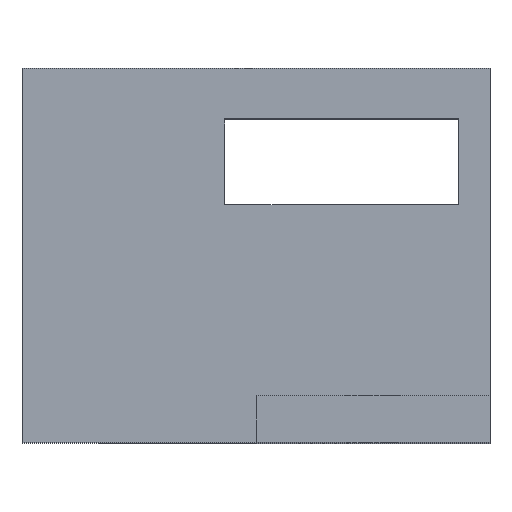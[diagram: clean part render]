
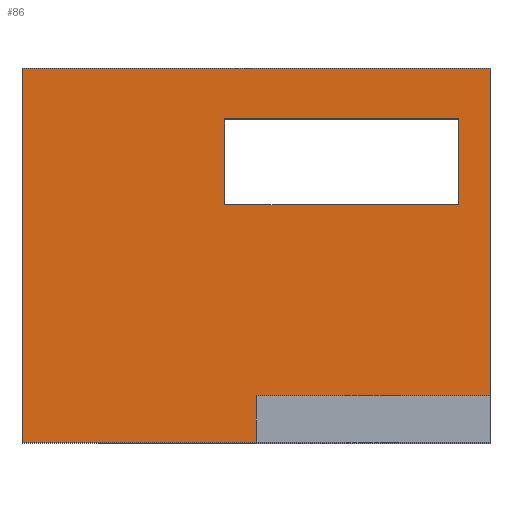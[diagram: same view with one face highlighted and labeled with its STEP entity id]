
A CAD part, top view. The second image highlights one B-rep face of the part: STEP entity #86.
In plain terms, the highlighted planar face has unit normal (0, 0, 1).
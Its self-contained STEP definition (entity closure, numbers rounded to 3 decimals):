
#2 = EDGE_LOOP ( 'NONE', ( #588, #181, #187, #573 ) ) ;
#9 = CARTESIAN_POINT ( 'NONE',  ( 13., 8.75, 30. ) ) ;
#14 = ORIENTED_EDGE ( 'NONE', *, *, #827, .T. ) ;
#67 = DIRECTION ( 'NONE',  ( -1., 0., 0. ) ) ;
#70 = CARTESIAN_POINT ( 'NONE',  ( 0., -12., 30. ) ) ;
#72 = PLANE ( 'NONE',  #524 ) ;
#86 = ADVANCED_FACE ( 'NONE', ( #205, #224 ), #72, .F. ) ;
#99 = VERTEX_POINT ( 'NONE', #131 ) ;
#105 = ORIENTED_EDGE ( 'NONE', *, *, #406, .T. ) ;
#118 = CARTESIAN_POINT ( 'NONE',  ( 15., 12., 30. ) ) ;
#130 = VECTOR ( 'NONE', #609, 1000. ) ;
#131 = CARTESIAN_POINT ( 'NONE',  ( -15., -12., 30. ) ) ;
#133 = ORIENTED_EDGE ( 'NONE', *, *, #352, .T. ) ;
#153 = DIRECTION ( 'NONE',  ( 0., -1., 0. ) ) ;
#179 = CARTESIAN_POINT ( 'NONE',  ( 0., -12., 30. ) ) ;
#181 = ORIENTED_EDGE ( 'NONE', *, *, #216, .F. ) ;
#187 = ORIENTED_EDGE ( 'NONE', *, *, #925, .F. ) ;
#191 = VECTOR ( 'NONE', #902, 1000. ) ;
#205 = FACE_BOUND ( 'NONE', #2, .T. ) ;
#213 = VERTEX_POINT ( 'NONE', #577 ) ;
#216 = EDGE_CURVE ( 'NONE', #1000, #655, #413, .T. ) ;
#224 = FACE_OUTER_BOUND ( 'NONE', #977, .T. ) ;
#239 = LINE ( 'NONE', #717, #900 ) ;
#281 = CARTESIAN_POINT ( 'NONE',  ( 15., -9., 30. ) ) ;
#287 = DIRECTION ( 'NONE',  ( 0., -1., 0. ) ) ;
#303 = VECTOR ( 'NONE', #614, 1000. ) ;
#320 = LINE ( 'NONE', #628, #737 ) ;
#331 = CARTESIAN_POINT ( 'NONE',  ( -15., 12., 30. ) ) ;
#352 = EDGE_CURVE ( 'NONE', #511, #735, #320, .T. ) ;
#384 = LINE ( 'NONE', #711, #665 ) ;
#395 = DIRECTION ( 'NONE',  ( 0., -1., 0. ) ) ;
#401 = CARTESIAN_POINT ( 'NONE',  ( -2., 3.25, 30. ) ) ;
#406 = EDGE_CURVE ( 'NONE', #784, #511, #1027, .T. ) ;
#413 = LINE ( 'NONE', #9, #191 ) ;
#426 = EDGE_CURVE ( 'NONE', #784, #213, #690, .T. ) ;
#431 = EDGE_CURVE ( 'NONE', #953, #920, #444, .T. ) ;
#444 = LINE ( 'NONE', #951, #868 ) ;
#452 = ORIENTED_EDGE ( 'NONE', *, *, #1058, .F. ) ;
#509 = EDGE_CURVE ( 'NONE', #99, #663, #603, .T. ) ;
#511 = VERTEX_POINT ( 'NONE', #118 ) ;
#521 = CARTESIAN_POINT ( 'NONE',  ( 15., -12., 30. ) ) ;
#524 = AXIS2_PLACEMENT_3D ( 'NONE', #626, #795, #67 ) ;
#544 = CARTESIAN_POINT ( 'NONE',  ( -15., -12., 30. ) ) ;
#557 = DIRECTION ( 'NONE',  ( 0., 1., 0. ) ) ;
#567 = DIRECTION ( 'NONE',  ( -1., 0., 0. ) ) ;
#573 = ORIENTED_EDGE ( 'NONE', *, *, #431, .F. ) ;
#577 = CARTESIAN_POINT ( 'NONE',  ( 0., -9., 30. ) ) ;
#579 = ORIENTED_EDGE ( 'NONE', *, *, #509, .T. ) ;
#588 = ORIENTED_EDGE ( 'NONE', *, *, #928, .F. ) ;
#603 = LINE ( 'NONE', #936, #631 ) ;
#609 = DIRECTION ( 'NONE',  ( 0., 1., 0. ) ) ;
#614 = DIRECTION ( 'NONE',  ( -1., 0., 0. ) ) ;
#626 = CARTESIAN_POINT ( 'NONE',  ( 0., 0., 30. ) ) ;
#628 = CARTESIAN_POINT ( 'NONE',  ( -15., 12., 30. ) ) ;
#631 = VECTOR ( 'NONE', #852, 1000. ) ;
#655 = VERTEX_POINT ( 'NONE', #794 ) ;
#663 = VERTEX_POINT ( 'NONE', #179 ) ;
#665 = VECTOR ( 'NONE', #557, 1000. ) ;
#682 = VECTOR ( 'NONE', #287, 1000. ) ;
#686 = LINE ( 'NONE', #544, #682 ) ;
#690 = LINE ( 'NONE', #869, #303 ) ;
#711 = CARTESIAN_POINT ( 'NONE',  ( 13., 3.25, 30. ) ) ;
#717 = CARTESIAN_POINT ( 'NONE',  ( -2., 3.25, 30. ) ) ;
#719 = LINE ( 'NONE', #70, #1031 ) ;
#724 = CARTESIAN_POINT ( 'NONE',  ( 13., 3.25, 30. ) ) ;
#735 = VERTEX_POINT ( 'NONE', #331 ) ;
#737 = VECTOR ( 'NONE', #567, 1000. ) ;
#743 = ORIENTED_EDGE ( 'NONE', *, *, #426, .F. ) ;
#784 = VERTEX_POINT ( 'NONE', #281 ) ;
#794 = CARTESIAN_POINT ( 'NONE',  ( -2., 8.75, 30. ) ) ;
#795 = DIRECTION ( 'NONE',  ( 0., 0., -1. ) ) ;
#827 = EDGE_CURVE ( 'NONE', #735, #99, #686, .T. ) ;
#852 = DIRECTION ( 'NONE',  ( 1., 0., 0. ) ) ;
#861 = DIRECTION ( 'NONE',  ( 1., 0., 0. ) ) ;
#868 = VECTOR ( 'NONE', #861, 1000. ) ;
#869 = CARTESIAN_POINT ( 'NONE',  ( 15., -9., 30. ) ) ;
#884 = CARTESIAN_POINT ( 'NONE',  ( 13., 8.75, 30. ) ) ;
#900 = VECTOR ( 'NONE', #395, 1000. ) ;
#902 = DIRECTION ( 'NONE',  ( -1., 0., 0. ) ) ;
#920 = VERTEX_POINT ( 'NONE', #724 ) ;
#925 = EDGE_CURVE ( 'NONE', #920, #1000, #384, .T. ) ;
#928 = EDGE_CURVE ( 'NONE', #655, #953, #239, .T. ) ;
#936 = CARTESIAN_POINT ( 'NONE',  ( -15., -12., 30. ) ) ;
#951 = CARTESIAN_POINT ( 'NONE',  ( 13., 3.25, 30. ) ) ;
#953 = VERTEX_POINT ( 'NONE', #401 ) ;
#977 = EDGE_LOOP ( 'NONE', ( #452, #743, #105, #133, #14, #579 ) ) ;
#1000 = VERTEX_POINT ( 'NONE', #884 ) ;
#1027 = LINE ( 'NONE', #521, #130 ) ;
#1031 = VECTOR ( 'NONE', #153, 1000. ) ;
#1058 = EDGE_CURVE ( 'NONE', #213, #663, #719, .T. ) ;
